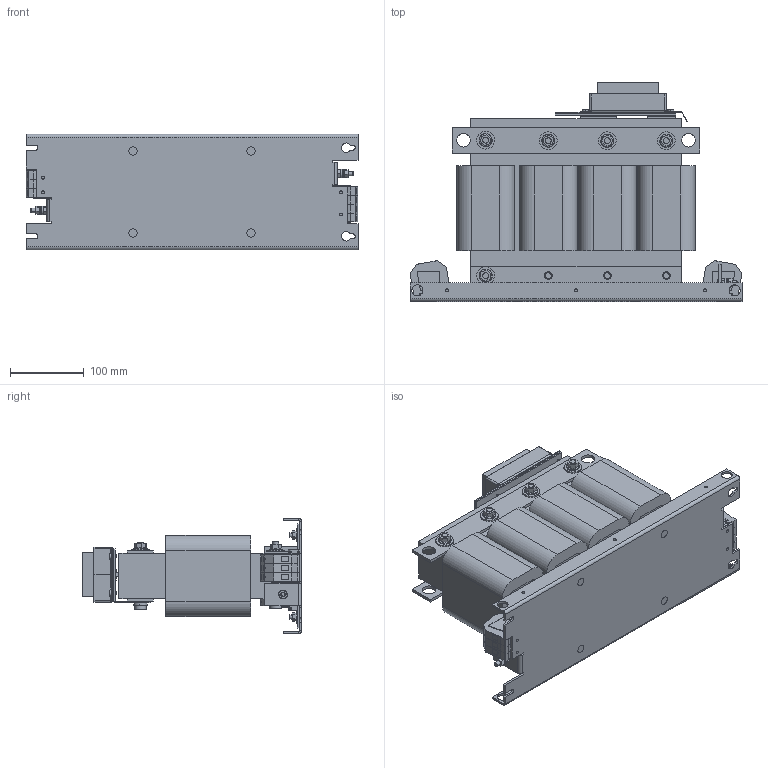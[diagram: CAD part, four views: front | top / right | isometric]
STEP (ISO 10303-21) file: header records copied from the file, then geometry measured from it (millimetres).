
FILE_DESCRIPTION (( 'STEP AP214' ), '1' );
FILE_NAME ('340630.STEP', '2021-03-05T14:47:20', ( '' ), ( '' ), 'SwSTEP 2.0', 'SolidWorks 2018', '' );
FILE_SCHEMA (( 'AUTOMOTIVE_DESIGN' ));
Length unit declared in the file: millimetre
Products named in the file (1): 340630
Bounding box: 450 x 296.8 x 156.6 mm (x, y, z)
Volume: 7110199.3 mm3; surface area: 582898.4 mm2
Topology: 1 solids, 1 shells, 1120 faces, 2942 edges, 1888 vertices
Faces by surface type: plane 766, cylinder 300, torus 28, cone 14, sphere 12
Entity records: 34474 total; most frequent: CARTESIAN_POINT 6281, DIRECTION 5872, ORIENTED_EDGE 5844, EDGE_CURVE 2922, LINE 2074, VECTOR 2074, AXIS2_PLACEMENT_3D 1899, VERTEX_POINT 1880
